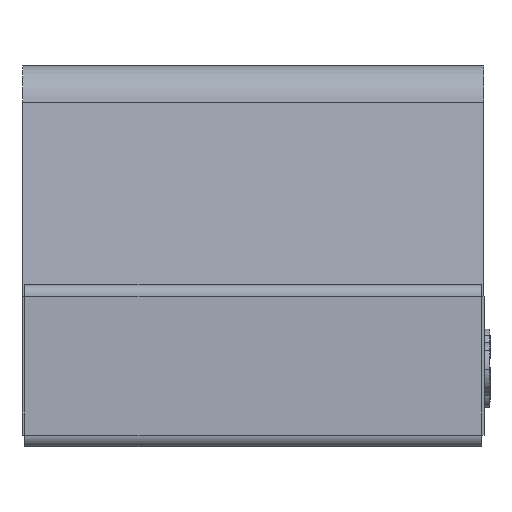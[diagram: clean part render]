
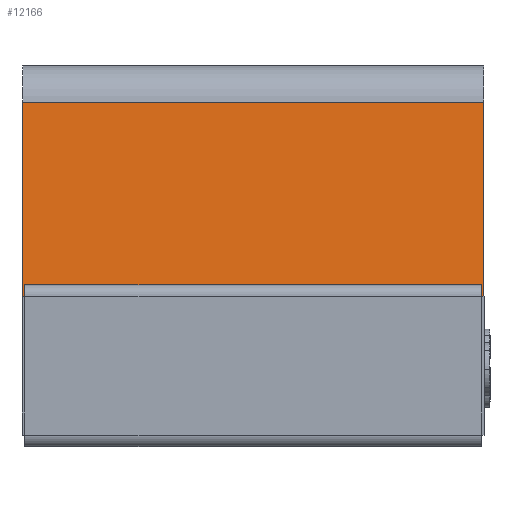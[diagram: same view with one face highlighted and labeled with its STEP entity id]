
A CAD part, left-side view. The second image highlights one B-rep face of the part: STEP entity #12166.
In plain terms, the highlighted planar face has unit normal (-0.996, 0, 0.087).
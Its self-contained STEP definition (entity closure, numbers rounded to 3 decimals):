
#29 = VERTEX_POINT ( 'NONE', #9484 ) ;
#133 = CARTESIAN_POINT ( 'NONE',  ( -0.573, 0., 0.26 ) ) ;
#385 = VECTOR ( 'NONE', #1647, 1000. ) ;
#478 = LINE ( 'NONE', #133, #6856 ) ;
#487 = VECTOR ( 'NONE', #6653, 1000. ) ;
#871 = VECTOR ( 'NONE', #1608, 1000. ) ;
#1099 = CARTESIAN_POINT ( 'NONE',  ( -0.575, -0.399, 0.24 ) ) ;
#1372 = ORIENTED_EDGE ( 'NONE', *, *, #13350, .T. ) ;
#1473 = EDGE_CURVE ( 'NONE', #29, #13616, #1812, .T. ) ;
#1608 = DIRECTION ( 'NONE',  ( -0.087, 0., -0.996 ) ) ;
#1647 = DIRECTION ( 'NONE',  ( 0.087, 0., 0.996 ) ) ;
#1650 = EDGE_CURVE ( 'NONE', #29, #6940, #6874, .T. ) ;
#1696 = VERTEX_POINT ( 'NONE', #11737 ) ;
#1788 = CARTESIAN_POINT ( 'NONE',  ( -0.546, -0.399, 0.576 ) ) ;
#1812 = LINE ( 'NONE', #7827, #385 ) ;
#2212 = DIRECTION ( 'NONE',  ( 0.996, 0., -0.087 ) ) ;
#2214 = LINE ( 'NONE', #1099, #5716 ) ;
#2486 = EDGE_CURVE ( 'NONE', #7545, #6940, #2805, .T. ) ;
#2805 = LINE ( 'NONE', #4138, #871 ) ;
#3133 = CARTESIAN_POINT ( 'NONE',  ( -0.573, 0.395, 0.26 ) ) ;
#3637 = CARTESIAN_POINT ( 'NONE',  ( -0.54, -0.399, 0.64 ) ) ;
#4138 = CARTESIAN_POINT ( 'NONE',  ( -0.54, 0.395, 0.64 ) ) ;
#4200 = ORIENTED_EDGE ( 'NONE', *, *, #1473, .F. ) ;
#4324 = CARTESIAN_POINT ( 'NONE',  ( -0.546, 0.399, 0.576 ) ) ;
#4645 = PLANE ( 'NONE',  #10856 ) ;
#4788 = EDGE_CURVE ( 'NONE', #10297, #1696, #2214, .T. ) ;
#4878 = ORIENTED_EDGE ( 'NONE', *, *, #4788, .T. ) ;
#5089 = VECTOR ( 'NONE', #8514, 1000. ) ;
#5464 = EDGE_LOOP ( 'NONE', ( #6119, #6196, #11168, #4878, #9172, #1372, #4200, #6356 ) ) ;
#5716 = VECTOR ( 'NONE', #5869, 1000. ) ;
#5869 = DIRECTION ( 'NONE',  ( 0., -1., 0. ) ) ;
#6103 = LINE ( 'NONE', #7261, #5089 ) ;
#6119 = ORIENTED_EDGE ( 'NONE', *, *, #2486, .F. ) ;
#6196 = ORIENTED_EDGE ( 'NONE', *, *, #9506, .F. ) ;
#6356 = ORIENTED_EDGE ( 'NONE', *, *, #1650, .T. ) ;
#6653 = DIRECTION ( 'NONE',  ( -0.087, 0., -0.996 ) ) ;
#6715 = DIRECTION ( 'NONE',  ( 0., -1., 0. ) ) ;
#6737 = CARTESIAN_POINT ( 'NONE',  ( -0.54, -0.395, 0.64 ) ) ;
#6856 = VECTOR ( 'NONE', #15473, 1000. ) ;
#6874 = LINE ( 'NONE', #7808, #10121 ) ;
#6940 = VERTEX_POINT ( 'NONE', #13649 ) ;
#6954 = DIRECTION ( 'NONE',  ( 0., -1., 0. ) ) ;
#7012 = EDGE_CURVE ( 'NONE', #7230, #10297, #9084, .T. ) ;
#7230 = VERTEX_POINT ( 'NONE', #13705 ) ;
#7261 = CARTESIAN_POINT ( 'NONE',  ( -0.546, 0.399, 0.576 ) ) ;
#7545 = VERTEX_POINT ( 'NONE', #3133 ) ;
#7808 = CARTESIAN_POINT ( 'NONE',  ( -0.575, -0.399, 0.24 ) ) ;
#7827 = CARTESIAN_POINT ( 'NONE',  ( -0.54, 0.399, 0.64 ) ) ;
#8514 = DIRECTION ( 'NONE',  ( 0., 1., 0. ) ) ;
#9084 = LINE ( 'NONE', #6737, #487 ) ;
#9172 = ORIENTED_EDGE ( 'NONE', *, *, #9993, .F. ) ;
#9480 = DIRECTION ( 'NONE',  ( -0.087, 0., -0.996 ) ) ;
#9484 = CARTESIAN_POINT ( 'NONE',  ( -0.575, 0.399, 0.24 ) ) ;
#9506 = EDGE_CURVE ( 'NONE', #7230, #7545, #478, .T. ) ;
#9993 = EDGE_CURVE ( 'NONE', #12322, #1696, #13233, .T. ) ;
#10121 = VECTOR ( 'NONE', #6715, 1000. ) ;
#10297 = VERTEX_POINT ( 'NONE', #12122 ) ;
#10856 = AXIS2_PLACEMENT_3D ( 'NONE', #12916, #2212, #6954 ) ;
#11168 = ORIENTED_EDGE ( 'NONE', *, *, #7012, .T. ) ;
#11737 = CARTESIAN_POINT ( 'NONE',  ( -0.575, -0.399, 0.24 ) ) ;
#12122 = CARTESIAN_POINT ( 'NONE',  ( -0.575, -0.395, 0.24 ) ) ;
#12166 = ADVANCED_FACE ( 'NONE', ( #14319 ), #4645, .F. ) ;
#12322 = VERTEX_POINT ( 'NONE', #1788 ) ;
#12916 = CARTESIAN_POINT ( 'NONE',  ( -0.54, 0., 0.64 ) ) ;
#13233 = LINE ( 'NONE', #3637, #14797 ) ;
#13350 = EDGE_CURVE ( 'NONE', #12322, #13616, #6103, .T. ) ;
#13616 = VERTEX_POINT ( 'NONE', #4324 ) ;
#13649 = CARTESIAN_POINT ( 'NONE',  ( -0.575, 0.395, 0.24 ) ) ;
#13705 = CARTESIAN_POINT ( 'NONE',  ( -0.573, -0.395, 0.26 ) ) ;
#14319 = FACE_OUTER_BOUND ( 'NONE', #5464, .T. ) ;
#14797 = VECTOR ( 'NONE', #9480, 1000. ) ;
#15473 = DIRECTION ( 'NONE',  ( 0., 1., 0. ) ) ;
